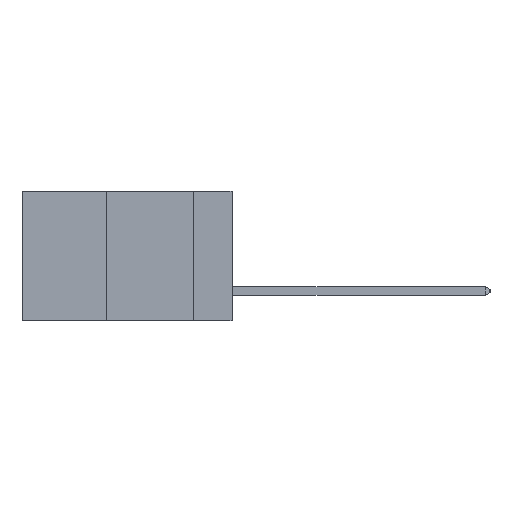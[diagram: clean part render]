
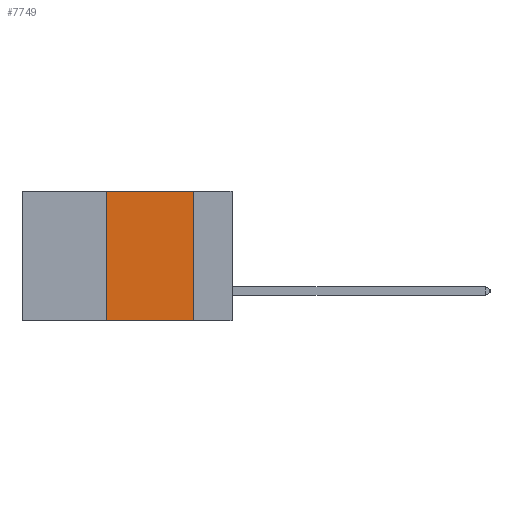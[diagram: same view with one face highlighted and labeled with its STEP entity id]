
A CAD part, left-side view. The second image highlights one B-rep face of the part: STEP entity #7749.
In plain terms, the highlighted planar face has unit normal (-1, 0, 0).
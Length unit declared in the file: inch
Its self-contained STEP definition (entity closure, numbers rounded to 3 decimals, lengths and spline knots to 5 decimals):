
#76 = LINE ( 'NONE', #3151, #6616 ) ;
#239 = ORIENTED_EDGE ( 'NONE', *, *, #425, .F. ) ;
#425 = EDGE_CURVE ( 'NONE', #4803, #5419, #76, .T. ) ;
#2281 = EDGE_CURVE ( 'NONE', #4803, #10256, #13200, .T. ) ;
#2335 = VECTOR ( 'NONE', #9602, 39.37008 ) ;
#3124 = CARTESIAN_POINT ( 'NONE',  ( 0., 0.11, 0. ) ) ;
#3151 = CARTESIAN_POINT ( 'NONE',  ( 0., 0.36, 0. ) ) ;
#3394 = DIRECTION ( 'NONE',  ( 0., -1., 0. ) ) ;
#4803 = VERTEX_POINT ( 'NONE', #16855 ) ;
#5005 = CARTESIAN_POINT ( 'NONE',  ( 0., 0.11, 0. ) ) ;
#5147 = VERTEX_POINT ( 'NONE', #5005 ) ;
#5256 = ORIENTED_EDGE ( 'NONE', *, *, #2281, .T. ) ;
#5419 = VERTEX_POINT ( 'NONE', #12698 ) ;
#5877 = EDGE_CURVE ( 'NONE', #5419, #5147, #9797, .T. ) ;
#6340 = PLANE ( 'NONE',  #14101 ) ;
#6616 = VECTOR ( 'NONE', #11865, 39.37008 ) ;
#6741 = CARTESIAN_POINT ( 'NONE',  ( 0., 0.6, 0. ) ) ;
#7588 = CARTESIAN_POINT ( 'NONE',  ( 0., 0.6, -0.37 ) ) ;
#7734 = DIRECTION ( 'NONE',  ( 0., 0., -1. ) ) ;
#7749 = ADVANCED_FACE ( 'NONE', ( #10341 ), #6340, .F. ) ;
#8737 = DIRECTION ( 'NONE',  ( 0., 0., -1. ) ) ;
#9018 = VECTOR ( 'NONE', #3394, 39.37008 ) ;
#9286 = EDGE_LOOP ( 'NONE', ( #16662, #10106, #239, #5256 ) ) ;
#9602 = DIRECTION ( 'NONE',  ( 0., -1., 0. ) ) ;
#9797 = LINE ( 'NONE', #6741, #2335 ) ;
#10106 = ORIENTED_EDGE ( 'NONE', *, *, #5877, .F. ) ;
#10256 = VERTEX_POINT ( 'NONE', #15265 ) ;
#10341 = FACE_OUTER_BOUND ( 'NONE', #9286, .T. ) ;
#11865 = DIRECTION ( 'NONE',  ( 0., 0., 1. ) ) ;
#12698 = CARTESIAN_POINT ( 'NONE',  ( 0., 0.36, 0. ) ) ;
#12745 = VECTOR ( 'NONE', #8737, 39.37008 ) ;
#13200 = LINE ( 'NONE', #7588, #9018 ) ;
#14101 = AXIS2_PLACEMENT_3D ( 'NONE', #14705, #16156, #7734 ) ;
#14705 = CARTESIAN_POINT ( 'NONE',  ( 0., 0.6, 0. ) ) ;
#15265 = CARTESIAN_POINT ( 'NONE',  ( 0., 0.11, -0.37 ) ) ;
#16156 = DIRECTION ( 'NONE',  ( 1., 0., 0. ) ) ;
#16443 = LINE ( 'NONE', #3124, #12745 ) ;
#16662 = ORIENTED_EDGE ( 'NONE', *, *, #17636, .F. ) ;
#16855 = CARTESIAN_POINT ( 'NONE',  ( 0., 0.36, -0.37 ) ) ;
#17636 = EDGE_CURVE ( 'NONE', #5147, #10256, #16443, .T. ) ;
